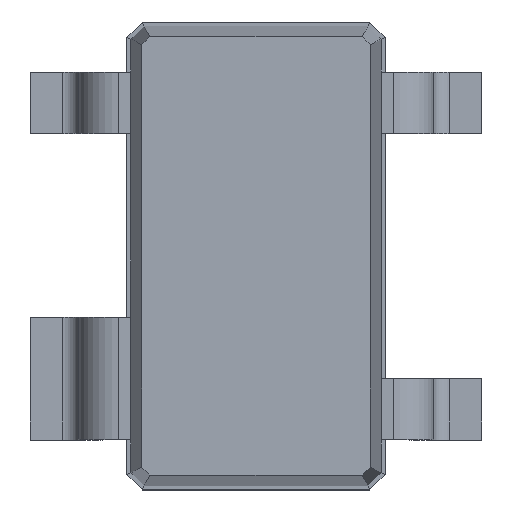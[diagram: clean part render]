
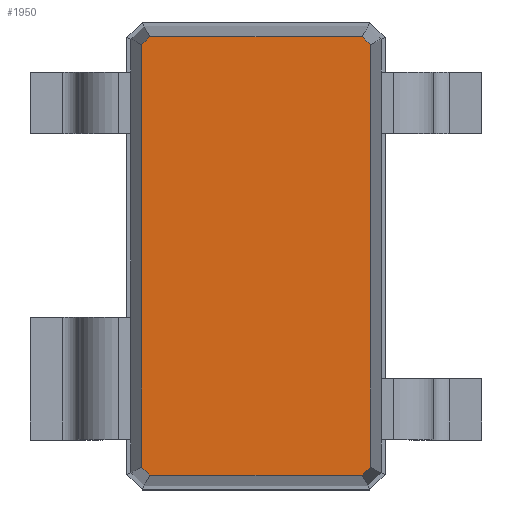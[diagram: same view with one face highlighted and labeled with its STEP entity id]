
A CAD part, top view. The second image highlights one B-rep face of the part: STEP entity #1950.
In plain terms, the highlighted planar face has unit normal (0, 0, 1).
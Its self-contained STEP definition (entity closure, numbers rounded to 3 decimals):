
#835 = VERTEX_POINT('',#836);
#836 = CARTESIAN_POINT('',(0.659,1.358,1.2));
#841 = EDGE_CURVE('',#842,#835,#844,.T.);
#842 = VERTEX_POINT('',#843);
#843 = CARTESIAN_POINT('',(-0.659,1.358,1.2));
#844 = LINE('',#845,#846);
#845 = CARTESIAN_POINT('',(-0.659,1.358,1.2));
#846 = VECTOR('',#847,1.);
#847 = DIRECTION('',(1.,0.,0.));
#1933 = VERTEX_POINT('',#1934);
#1934 = CARTESIAN_POINT('',(0.708,1.309,1.2));
#1939 = EDGE_CURVE('',#835,#1933,#1940,.T.);
#1940 = LINE('',#1941,#1942);
#1941 = CARTESIAN_POINT('',(0.659,1.358,1.2));
#1942 = VECTOR('',#1943,1.);
#1943 = DIRECTION('',(0.707,-0.707,0.));
#1950 = ADVANCED_FACE('',(#1951),#2001,.T.);
#1951 = FACE_BOUND('',#1952,.F.);
#1952 = EDGE_LOOP('',(#1953,#1954,#1955,#1963,#1971,#1979,#1987,#1995));
#1953 = ORIENTED_EDGE('',*,*,#841,.T.);
#1954 = ORIENTED_EDGE('',*,*,#1939,.T.);
#1955 = ORIENTED_EDGE('',*,*,#1956,.T.);
#1956 = EDGE_CURVE('',#1933,#1957,#1959,.T.);
#1957 = VERTEX_POINT('',#1958);
#1958 = CARTESIAN_POINT('',(0.708,-1.309,1.2));
#1959 = LINE('',#1960,#1961);
#1960 = CARTESIAN_POINT('',(0.708,1.309,1.2));
#1961 = VECTOR('',#1962,1.);
#1962 = DIRECTION('',(0.,-1.,0.));
#1963 = ORIENTED_EDGE('',*,*,#1964,.T.);
#1964 = EDGE_CURVE('',#1957,#1965,#1967,.T.);
#1965 = VERTEX_POINT('',#1966);
#1966 = CARTESIAN_POINT('',(0.659,-1.358,1.2));
#1967 = LINE('',#1968,#1969);
#1968 = CARTESIAN_POINT('',(0.708,-1.309,1.2));
#1969 = VECTOR('',#1970,1.);
#1970 = DIRECTION('',(-0.707,-0.707,0.));
#1971 = ORIENTED_EDGE('',*,*,#1972,.T.);
#1972 = EDGE_CURVE('',#1965,#1973,#1975,.T.);
#1973 = VERTEX_POINT('',#1974);
#1974 = CARTESIAN_POINT('',(-0.659,-1.358,1.2));
#1975 = LINE('',#1976,#1977);
#1976 = CARTESIAN_POINT('',(0.659,-1.358,1.2));
#1977 = VECTOR('',#1978,1.);
#1978 = DIRECTION('',(-1.,0.,0.));
#1979 = ORIENTED_EDGE('',*,*,#1980,.T.);
#1980 = EDGE_CURVE('',#1973,#1981,#1983,.T.);
#1981 = VERTEX_POINT('',#1982);
#1982 = CARTESIAN_POINT('',(-0.708,-1.309,1.2));
#1983 = LINE('',#1984,#1985);
#1984 = CARTESIAN_POINT('',(-0.659,-1.358,1.2));
#1985 = VECTOR('',#1986,1.);
#1986 = DIRECTION('',(-0.707,0.707,0.));
#1987 = ORIENTED_EDGE('',*,*,#1988,.T.);
#1988 = EDGE_CURVE('',#1981,#1989,#1991,.T.);
#1989 = VERTEX_POINT('',#1990);
#1990 = CARTESIAN_POINT('',(-0.708,1.309,1.2));
#1991 = LINE('',#1992,#1993);
#1992 = CARTESIAN_POINT('',(-0.708,-1.309,1.2));
#1993 = VECTOR('',#1994,1.);
#1994 = DIRECTION('',(0.,1.,0.));
#1995 = ORIENTED_EDGE('',*,*,#1996,.T.);
#1996 = EDGE_CURVE('',#1989,#842,#1997,.T.);
#1997 = LINE('',#1998,#1999);
#1998 = CARTESIAN_POINT('',(-0.708,1.309,1.2));
#1999 = VECTOR('',#2000,1.);
#2000 = DIRECTION('',(0.707,0.707,0.));
#2001 = PLANE('',#2002);
#2002 = AXIS2_PLACEMENT_3D('',#2003,#2004,#2005);
#2003 = CARTESIAN_POINT('',(-0.659,1.358,1.2));
#2004 = DIRECTION('',(0.,0.,1.));
#2005 = DIRECTION('',(0.437,-0.9,0.));
